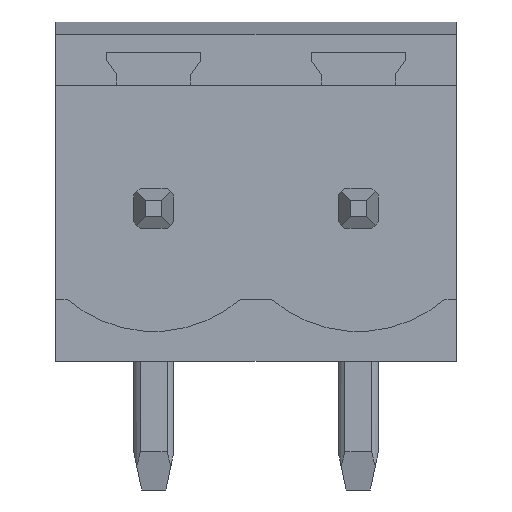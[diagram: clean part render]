
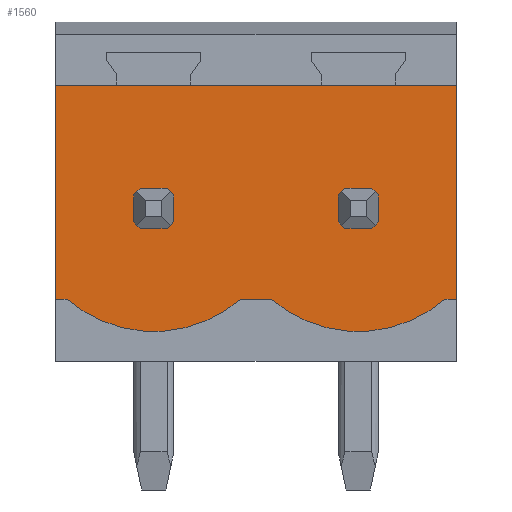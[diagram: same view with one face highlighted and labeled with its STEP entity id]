
A CAD part, front view. The second image highlights one B-rep face of the part: STEP entity #1560.
In plain terms, the highlighted planar face has unit normal (0, -1, 0).
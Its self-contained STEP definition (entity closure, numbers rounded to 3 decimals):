
#986=AXIS2_PLACEMENT_3D('Circle Axis2P3D',#984,#985,$) ;
#1403=AXIS2_PLACEMENT_3D('Circle Axis2P3D',#1401,#1402,$) ;
#1416=AXIS2_PLACEMENT_3D('Plane Axis2P3D',#1413,#1414,#1415) ;
#1439=AXIS2_PLACEMENT_3D('Circle Axis2P3D',#1437,#1438,$) ;
#1453=AXIS2_PLACEMENT_3D('Circle Axis2P3D',#1451,#1452,$) ;
#1467=AXIS2_PLACEMENT_3D('Circle Axis2P3D',#1465,#1466,$) ;
#1481=AXIS2_PLACEMENT_3D('Circle Axis2P3D',#1479,#1480,$) ;
#1505=AXIS2_PLACEMENT_3D('Circle Axis2P3D',#1503,#1504,$) ;
#1519=AXIS2_PLACEMENT_3D('Circle Axis2P3D',#1517,#1518,$) ;
#1533=AXIS2_PLACEMENT_3D('Circle Axis2P3D',#1531,#1532,$) ;
#1547=AXIS2_PLACEMENT_3D('Circle Axis2P3D',#1545,#1546,$) ;
#559=CARTESIAN_POINT('Line Origine',(0.,8.55,7.4)) ;
#563=CARTESIAN_POINT('Vertex',(0.,8.55,4.74)) ;
#565=CARTESIAN_POINT('Vertex',(0.,8.55,10.06)) ;
#628=CARTESIAN_POINT('Vertex',(9.96,8.55,4.74)) ;
#652=CARTESIAN_POINT('Vertex',(9.96,8.55,10.06)) ;
#655=CARTESIAN_POINT('Line Origine',(9.96,8.55,7.4)) ;
#939=CARTESIAN_POINT('Line Origine',(0.143,8.55,4.74)) ;
#943=CARTESIAN_POINT('Vertex',(0.286,8.55,4.74)) ;
#981=CARTESIAN_POINT('Vertex',(4.594,8.55,4.74)) ;
#984=CARTESIAN_POINT('Axis2P3D Location',(2.44,8.55,7.24)) ;
#1013=CARTESIAN_POINT('Line Origine',(4.98,8.55,10.06)) ;
#1358=CARTESIAN_POINT('Line Origine',(9.817,8.55,4.74)) ;
#1362=CARTESIAN_POINT('Vertex',(9.674,8.55,4.74)) ;
#1377=CARTESIAN_POINT('Line Origine',(4.98,8.55,4.74)) ;
#1381=CARTESIAN_POINT('Vertex',(5.366,8.55,4.74)) ;
#1401=CARTESIAN_POINT('Axis2P3D Location',(7.52,8.55,7.24)) ;
#1413=CARTESIAN_POINT('Axis2P3D Location',(0.,8.55,10.06)) ;
#1428=CARTESIAN_POINT('Line Origine',(1.94,8.55,7.)) ;
#1432=CARTESIAN_POINT('Vertex',(1.94,8.55,7.332)) ;
#1434=CARTESIAN_POINT('Vertex',(1.94,8.55,6.668)) ;
#1437=CARTESIAN_POINT('Axis2P3D Location',(2.44,8.55,7.)) ;
#1441=CARTESIAN_POINT('Vertex',(2.108,8.55,7.5)) ;
#1444=CARTESIAN_POINT('Line Origine',(2.44,8.55,7.5)) ;
#1448=CARTESIAN_POINT('Vertex',(2.772,8.55,7.5)) ;
#1451=CARTESIAN_POINT('Axis2P3D Location',(2.44,8.55,7.)) ;
#1455=CARTESIAN_POINT('Vertex',(2.94,8.55,7.332)) ;
#1458=CARTESIAN_POINT('Line Origine',(2.94,8.55,7.)) ;
#1462=CARTESIAN_POINT('Vertex',(2.94,8.55,6.668)) ;
#1465=CARTESIAN_POINT('Axis2P3D Location',(2.44,8.55,7.)) ;
#1469=CARTESIAN_POINT('Vertex',(2.772,8.55,6.5)) ;
#1472=CARTESIAN_POINT('Line Origine',(2.44,8.55,6.5)) ;
#1476=CARTESIAN_POINT('Vertex',(2.108,8.55,6.5)) ;
#1479=CARTESIAN_POINT('Axis2P3D Location',(2.44,8.55,7.)) ;
#1494=CARTESIAN_POINT('Line Origine',(7.02,8.55,7.)) ;
#1498=CARTESIAN_POINT('Vertex',(7.02,8.55,7.332)) ;
#1500=CARTESIAN_POINT('Vertex',(7.02,8.55,6.668)) ;
#1503=CARTESIAN_POINT('Axis2P3D Location',(7.52,8.55,7.)) ;
#1507=CARTESIAN_POINT('Vertex',(7.188,8.55,7.5)) ;
#1510=CARTESIAN_POINT('Line Origine',(7.52,8.55,7.5)) ;
#1514=CARTESIAN_POINT('Vertex',(7.852,8.55,7.5)) ;
#1517=CARTESIAN_POINT('Axis2P3D Location',(7.52,8.55,7.)) ;
#1521=CARTESIAN_POINT('Vertex',(8.02,8.55,7.332)) ;
#1524=CARTESIAN_POINT('Line Origine',(8.02,8.55,7.)) ;
#1528=CARTESIAN_POINT('Vertex',(8.02,8.55,6.668)) ;
#1531=CARTESIAN_POINT('Axis2P3D Location',(7.52,8.55,7.)) ;
#1535=CARTESIAN_POINT('Vertex',(7.852,8.55,6.5)) ;
#1538=CARTESIAN_POINT('Line Origine',(7.52,8.55,6.5)) ;
#1542=CARTESIAN_POINT('Vertex',(7.188,8.55,6.5)) ;
#1545=CARTESIAN_POINT('Axis2P3D Location',(7.52,8.55,7.)) ;
#560=DIRECTION('Vector Direction',(0.,0.,-1.)) ;
#656=DIRECTION('Vector Direction',(0.,0.,-1.)) ;
#940=DIRECTION('Vector Direction',(1.,0.,0.)) ;
#985=DIRECTION('Axis2P3D Direction',(0.,-1.,0.)) ;
#1014=DIRECTION('Vector Direction',(1.,0.,0.)) ;
#1359=DIRECTION('Vector Direction',(1.,0.,0.)) ;
#1378=DIRECTION('Vector Direction',(1.,0.,0.)) ;
#1402=DIRECTION('Axis2P3D Direction',(0.,-1.,0.)) ;
#1414=DIRECTION('Axis2P3D Direction',(0.,-1.,0.)) ;
#1415=DIRECTION('Axis2P3D XDirection',(0.,0.,-1.)) ;
#1429=DIRECTION('Vector Direction',(0.,0.,-1.)) ;
#1438=DIRECTION('Axis2P3D Direction',(0.,-1.,0.)) ;
#1445=DIRECTION('Vector Direction',(1.,0.,0.)) ;
#1452=DIRECTION('Axis2P3D Direction',(0.,-1.,0.)) ;
#1459=DIRECTION('Vector Direction',(0.,0.,-1.)) ;
#1466=DIRECTION('Axis2P3D Direction',(0.,-1.,0.)) ;
#1473=DIRECTION('Vector Direction',(-1.,0.,0.)) ;
#1480=DIRECTION('Axis2P3D Direction',(0.,-1.,0.)) ;
#1495=DIRECTION('Vector Direction',(0.,0.,-1.)) ;
#1504=DIRECTION('Axis2P3D Direction',(0.,-1.,0.)) ;
#1511=DIRECTION('Vector Direction',(1.,0.,0.)) ;
#1518=DIRECTION('Axis2P3D Direction',(0.,-1.,0.)) ;
#1525=DIRECTION('Vector Direction',(0.,0.,-1.)) ;
#1532=DIRECTION('Axis2P3D Direction',(0.,-1.,0.)) ;
#1539=DIRECTION('Vector Direction',(-1.,0.,0.)) ;
#1546=DIRECTION('Axis2P3D Direction',(0.,-1.,0.)) ;
#561=VECTOR('Line Direction',#560,1.) ;
#657=VECTOR('Line Direction',#656,1.) ;
#941=VECTOR('Line Direction',#940,1.) ;
#1015=VECTOR('Line Direction',#1014,1.) ;
#1360=VECTOR('Line Direction',#1359,1.) ;
#1379=VECTOR('Line Direction',#1378,1.) ;
#1430=VECTOR('Line Direction',#1429,1.) ;
#1446=VECTOR('Line Direction',#1445,1.) ;
#1460=VECTOR('Line Direction',#1459,1.) ;
#1474=VECTOR('Line Direction',#1473,1.) ;
#1496=VECTOR('Line Direction',#1495,1.) ;
#1512=VECTOR('Line Direction',#1511,1.) ;
#1526=VECTOR('Line Direction',#1525,1.) ;
#1540=VECTOR('Line Direction',#1539,1.) ;
#1419=ORIENTED_EDGE('',*,*,#659,.T.) ;
#1420=ORIENTED_EDGE('',*,*,#1017,.F.) ;
#1421=ORIENTED_EDGE('',*,*,#567,.F.) ;
#1422=ORIENTED_EDGE('',*,*,#945,.T.) ;
#1423=ORIENTED_EDGE('',*,*,#988,.T.) ;
#1424=ORIENTED_EDGE('',*,*,#1383,.T.) ;
#1425=ORIENTED_EDGE('',*,*,#1405,.T.) ;
#1426=ORIENTED_EDGE('',*,*,#1364,.T.) ;
#1485=ORIENTED_EDGE('',*,*,#1436,.F.) ;
#1486=ORIENTED_EDGE('',*,*,#1443,.F.) ;
#1487=ORIENTED_EDGE('',*,*,#1450,.T.) ;
#1488=ORIENTED_EDGE('',*,*,#1457,.F.) ;
#1489=ORIENTED_EDGE('',*,*,#1464,.T.) ;
#1490=ORIENTED_EDGE('',*,*,#1471,.F.) ;
#1491=ORIENTED_EDGE('',*,*,#1478,.T.) ;
#1492=ORIENTED_EDGE('',*,*,#1483,.F.) ;
#1551=ORIENTED_EDGE('',*,*,#1502,.F.) ;
#1552=ORIENTED_EDGE('',*,*,#1509,.F.) ;
#1553=ORIENTED_EDGE('',*,*,#1516,.T.) ;
#1554=ORIENTED_EDGE('',*,*,#1523,.F.) ;
#1555=ORIENTED_EDGE('',*,*,#1530,.T.) ;
#1556=ORIENTED_EDGE('',*,*,#1537,.F.) ;
#1557=ORIENTED_EDGE('',*,*,#1544,.T.) ;
#1558=ORIENTED_EDGE('',*,*,#1549,.F.) ;
#1493=FACE_BOUND('',#1484,.T.) ;
#1559=FACE_BOUND('',#1550,.T.) ;
#1560=ADVANCED_FACE('Housing',(#1427,#1493,#1559),#1417,.T.) ;
#987=CIRCLE('generated circle',#986,3.3) ;
#1404=CIRCLE('generated circle',#1403,3.3) ;
#1440=CIRCLE('generated circle',#1439,0.6) ;
#1454=CIRCLE('generated circle',#1453,0.6) ;
#1468=CIRCLE('generated circle',#1467,0.6) ;
#1482=CIRCLE('generated circle',#1481,0.6) ;
#1506=CIRCLE('generated circle',#1505,0.6) ;
#1520=CIRCLE('generated circle',#1519,0.6) ;
#1534=CIRCLE('generated circle',#1533,0.6) ;
#1548=CIRCLE('generated circle',#1547,0.6) ;
#567=EDGE_CURVE('',#564,#566,#562,.F.) ;
#659=EDGE_CURVE('',#629,#653,#658,.F.) ;
#945=EDGE_CURVE('',#564,#944,#942,.T.) ;
#988=EDGE_CURVE('',#944,#982,#987,.T.) ;
#1017=EDGE_CURVE('',#566,#653,#1016,.T.) ;
#1364=EDGE_CURVE('',#1363,#629,#1361,.T.) ;
#1383=EDGE_CURVE('',#982,#1382,#1380,.T.) ;
#1405=EDGE_CURVE('',#1382,#1363,#1404,.T.) ;
#1436=EDGE_CURVE('',#1433,#1435,#1431,.T.) ;
#1443=EDGE_CURVE('',#1442,#1433,#1440,.T.) ;
#1450=EDGE_CURVE('',#1442,#1449,#1447,.T.) ;
#1457=EDGE_CURVE('',#1456,#1449,#1454,.T.) ;
#1464=EDGE_CURVE('',#1456,#1463,#1461,.T.) ;
#1471=EDGE_CURVE('',#1470,#1463,#1468,.T.) ;
#1478=EDGE_CURVE('',#1470,#1477,#1475,.T.) ;
#1483=EDGE_CURVE('',#1435,#1477,#1482,.T.) ;
#1502=EDGE_CURVE('',#1499,#1501,#1497,.T.) ;
#1509=EDGE_CURVE('',#1508,#1499,#1506,.T.) ;
#1516=EDGE_CURVE('',#1508,#1515,#1513,.T.) ;
#1523=EDGE_CURVE('',#1522,#1515,#1520,.T.) ;
#1530=EDGE_CURVE('',#1522,#1529,#1527,.T.) ;
#1537=EDGE_CURVE('',#1536,#1529,#1534,.T.) ;
#1544=EDGE_CURVE('',#1536,#1543,#1541,.T.) ;
#1549=EDGE_CURVE('',#1501,#1543,#1548,.T.) ;
#1418=EDGE_LOOP('',(#1419,#1420,#1421,#1422,#1423,#1424,#1425,#1426)) ;
#1484=EDGE_LOOP('',(#1485,#1486,#1487,#1488,#1489,#1490,#1491,#1492)) ;
#1550=EDGE_LOOP('',(#1551,#1552,#1553,#1554,#1555,#1556,#1557,#1558)) ;
#1427=FACE_OUTER_BOUND('',#1418,.T.) ;
#562=LINE('Line',#559,#561) ;
#658=LINE('Line',#655,#657) ;
#942=LINE('Line',#939,#941) ;
#1016=LINE('Line',#1013,#1015) ;
#1361=LINE('Line',#1358,#1360) ;
#1380=LINE('Line',#1377,#1379) ;
#1431=LINE('Line',#1428,#1430) ;
#1447=LINE('Line',#1444,#1446) ;
#1461=LINE('Line',#1458,#1460) ;
#1475=LINE('Line',#1472,#1474) ;
#1497=LINE('Line',#1494,#1496) ;
#1513=LINE('Line',#1510,#1512) ;
#1527=LINE('Line',#1524,#1526) ;
#1541=LINE('Line',#1538,#1540) ;
#1417=PLANE('',#1416) ;
#564=VERTEX_POINT('',#563) ;
#566=VERTEX_POINT('',#565) ;
#629=VERTEX_POINT('',#628) ;
#653=VERTEX_POINT('',#652) ;
#944=VERTEX_POINT('',#943) ;
#982=VERTEX_POINT('',#981) ;
#1363=VERTEX_POINT('',#1362) ;
#1382=VERTEX_POINT('',#1381) ;
#1433=VERTEX_POINT('',#1432) ;
#1435=VERTEX_POINT('',#1434) ;
#1442=VERTEX_POINT('',#1441) ;
#1449=VERTEX_POINT('',#1448) ;
#1456=VERTEX_POINT('',#1455) ;
#1463=VERTEX_POINT('',#1462) ;
#1470=VERTEX_POINT('',#1469) ;
#1477=VERTEX_POINT('',#1476) ;
#1499=VERTEX_POINT('',#1498) ;
#1501=VERTEX_POINT('',#1500) ;
#1508=VERTEX_POINT('',#1507) ;
#1515=VERTEX_POINT('',#1514) ;
#1522=VERTEX_POINT('',#1521) ;
#1529=VERTEX_POINT('',#1528) ;
#1536=VERTEX_POINT('',#1535) ;
#1543=VERTEX_POINT('',#1542) ;
